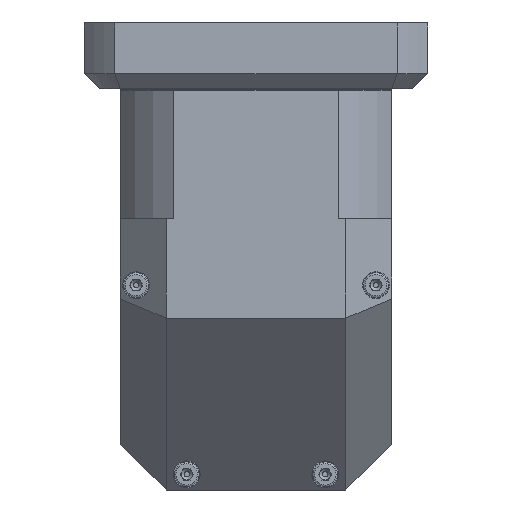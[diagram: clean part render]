
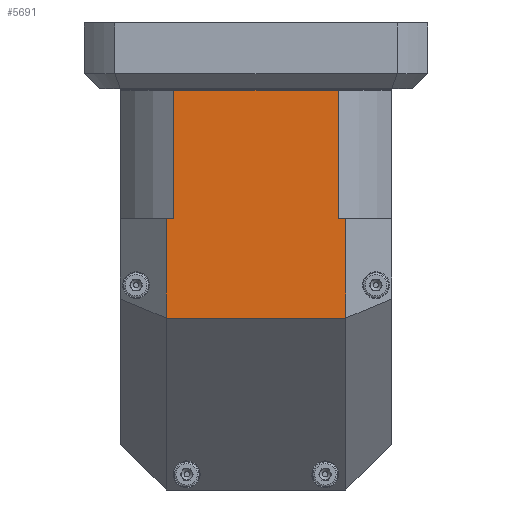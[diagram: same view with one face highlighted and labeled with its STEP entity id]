
A CAD part, front view. The second image highlights one B-rep face of the part: STEP entity #5691.
In plain terms, the highlighted planar face has unit normal (0, -1, 0).
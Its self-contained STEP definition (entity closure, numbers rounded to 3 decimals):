
#5620=CARTESIAN_POINT('',(-71.0,-71.0,138.5));
#5621=DIRECTION('',(0.0,-1.0,0.0));
#5622=DIRECTION('',(0.0,0.0,-1.0));
#5623=AXIS2_PLACEMENT_3D('',#5620,#5621,#5622);
#5624=PLANE('',#5623);
#5625=CARTESIAN_POINT('',(42.988,-71.0,71.));
#5626=VERTEX_POINT('',#5625);
#5627=CARTESIAN_POINT('',(42.988,-71.0,138.2));
#5628=VERTEX_POINT('',#5627);
#5629=CARTESIAN_POINT('',(42.988,-71.0,71.));
#5630=DIRECTION('',(0.0,0.0,1.0));
#5631=VECTOR('',#5630,67.2);
#5632=LINE('',#5629,#5631);
#5633=EDGE_CURVE('',#5626,#5628,#5632,.T.);
#5634=ORIENTED_EDGE('',*,*,#5633,.T.);
#5635=CARTESIAN_POINT('',(-42.988,-71.0,138.2));
#5636=VERTEX_POINT('',#5635);
#5637=CARTESIAN_POINT('',(42.988,-71.0,138.2));
#5638=DIRECTION('',(-1.0,0.0,0.0));
#5639=VECTOR('',#5638,85.977);
#5640=LINE('',#5637,#5639);
#5641=EDGE_CURVE('',#5628,#5636,#5640,.T.);
#5642=ORIENTED_EDGE('',*,*,#5641,.T.);
#5643=CARTESIAN_POINT('',(-42.988,-71.0,71.));
#5644=VERTEX_POINT('',#5643);
#5645=CARTESIAN_POINT('',(-42.988,-71.0,71.));
#5646=DIRECTION('',(0.0,0.0,1.0));
#5647=VECTOR('',#5646,67.2);
#5648=LINE('',#5645,#5647);
#5649=EDGE_CURVE('',#5644,#5636,#5648,.T.);
#5650=ORIENTED_EDGE('',*,*,#5649,.F.);
#5651=CARTESIAN_POINT('',(-47.,-71.,71.));
#5652=VERTEX_POINT('',#5651);
#5653=CARTESIAN_POINT('',(-42.988,-71.0,71.));
#5654=DIRECTION('',(-1.0,0.0,0.0));
#5655=VECTOR('',#5654,4.012);
#5656=LINE('',#5653,#5655);
#5657=EDGE_CURVE('',#5644,#5652,#5656,.T.);
#5658=ORIENTED_EDGE('',*,*,#5657,.T.);
#5659=CARTESIAN_POINT('',(-47.,-71.0,19.));
#5660=VERTEX_POINT('',#5659);
#5661=CARTESIAN_POINT('',(-47.,-71.0,71.));
#5662=DIRECTION('',(0.0,0.0,-1.0));
#5663=VECTOR('',#5662,52.);
#5664=LINE('',#5661,#5663);
#5665=EDGE_CURVE('',#5652,#5660,#5664,.T.);
#5666=ORIENTED_EDGE('',*,*,#5665,.T.);
#5667=CARTESIAN_POINT('',(47.,-71.0,19.));
#5668=VERTEX_POINT('',#5667);
#5669=CARTESIAN_POINT('',(-47.,-71.0,19.));
#5670=DIRECTION('',(1.0,0.0,0.0));
#5671=VECTOR('',#5670,94.);
#5672=LINE('',#5669,#5671);
#5673=EDGE_CURVE('',#5660,#5668,#5672,.T.);
#5674=ORIENTED_EDGE('',*,*,#5673,.T.);
#5675=CARTESIAN_POINT('',(47.,-71.0,71.));
#5676=VERTEX_POINT('',#5675);
#5677=CARTESIAN_POINT('',(47.,-71.0,19.));
#5678=DIRECTION('',(0.0,0.0,1.0));
#5679=VECTOR('',#5678,52.);
#5680=LINE('',#5677,#5679);
#5681=EDGE_CURVE('',#5668,#5676,#5680,.T.);
#5682=ORIENTED_EDGE('',*,*,#5681,.T.);
#5683=CARTESIAN_POINT('',(47.,-71.0,71.));
#5684=DIRECTION('',(-1.0,0.0,0.0));
#5685=VECTOR('',#5684,4.012);
#5686=LINE('',#5683,#5685);
#5687=EDGE_CURVE('',#5676,#5626,#5686,.T.);
#5688=ORIENTED_EDGE('',*,*,#5687,.T.);
#5689=EDGE_LOOP('',(#5634,#5642,#5650,#5658,#5666,#5674,#5682,#5688));
#5690=FACE_OUTER_BOUND('',#5689,.T.);
#5691=ADVANCED_FACE('',(#5690),#5624,.T.);
